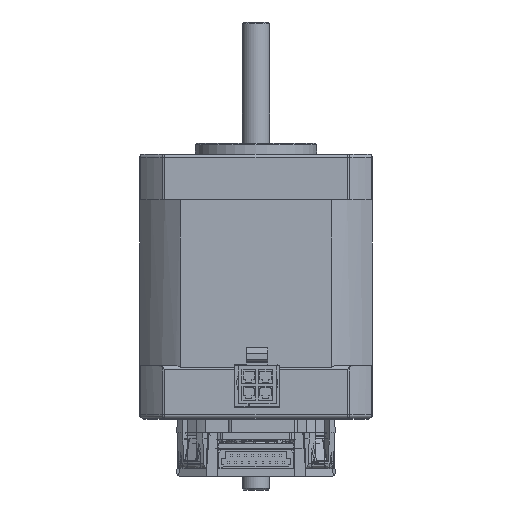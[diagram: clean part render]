
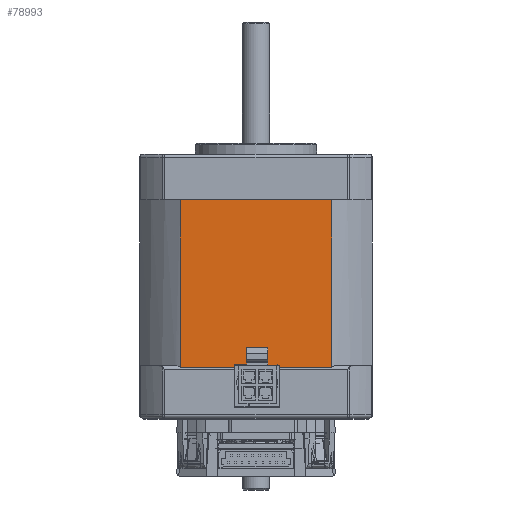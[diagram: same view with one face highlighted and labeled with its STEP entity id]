
A CAD part, front view. The second image highlights one B-rep face of the part: STEP entity #78993.
In plain terms, the highlighted planar face has unit normal (0, -1, 0).
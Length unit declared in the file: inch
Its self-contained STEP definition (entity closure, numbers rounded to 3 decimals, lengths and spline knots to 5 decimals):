
#3993 = CARTESIAN_POINT ( 'NONE',  ( 1.04778, 1.13718, 2.59921 ) ) ;
#8855 = VECTOR ( 'NONE', #83991, 39.37008 ) ;
#13108 = FACE_OUTER_BOUND ( 'NONE', #38495, .T. ) ;
#16197 = VECTOR ( 'NONE', #82168, 39.37008 ) ;
#18328 = EDGE_CURVE ( 'NONE', #46854, #62825, #83987, .T. ) ;
#23562 = CARTESIAN_POINT ( 'NONE',  ( 1.58681, 1.13718, 3.79441 ) ) ;
#27605 = LINE ( 'NONE', #77336, #8855 ) ;
#27740 = VECTOR ( 'NONE', #63700, 39.37008 ) ;
#28133 = CARTESIAN_POINT ( 'NONE',  ( 1.58681, 1.13718, 3.79441 ) ) ;
#32482 = VECTOR ( 'NONE', #76643, 39.37008 ) ;
#32653 = CARTESIAN_POINT ( 'NONE',  ( 2.12585, 1.13718, 3.79441 ) ) ;
#38495 = EDGE_LOOP ( 'NONE', ( #50219, #82809, #45134, #82006 ) ) ;
#40852 = PLANE ( 'NONE',  #82319 ) ;
#41391 = VERTEX_POINT ( 'NONE', #3993 ) ;
#45134 = ORIENTED_EDGE ( 'NONE', *, *, #80363, .F. ) ;
#45217 = VERTEX_POINT ( 'NONE', #81525 ) ;
#46264 = EDGE_CURVE ( 'NONE', #41391, #45217, #27605, .T. ) ;
#46854 = VERTEX_POINT ( 'NONE', #64202 ) ;
#49233 = EDGE_CURVE ( 'NONE', #46854, #41391, #65104, .T. ) ;
#49705 = CARTESIAN_POINT ( 'NONE',  ( 2.12585, 1.13718, 3.79441 ) ) ;
#50219 = ORIENTED_EDGE ( 'NONE', *, *, #49233, .T. ) ;
#61606 = LINE ( 'NONE', #49705, #32482 ) ;
#62825 = VERTEX_POINT ( 'NONE', #32653 ) ;
#63700 = DIRECTION ( 'NONE',  ( 1., 0., 0. ) ) ;
#64202 = CARTESIAN_POINT ( 'NONE',  ( 1.04778, 1.13718, 3.79441 ) ) ;
#65104 = LINE ( 'NONE', #84169, #16197 ) ;
#68340 = DIRECTION ( 'NONE',  ( 0., 0., 1. ) ) ;
#74759 = DIRECTION ( 'NONE',  ( 0., 1., 0. ) ) ;
#76643 = DIRECTION ( 'NONE',  ( 0., 0., -1. ) ) ;
#77336 = CARTESIAN_POINT ( 'NONE',  ( 1.04778, 1.13718, 2.59921 ) ) ;
#78993 = ADVANCED_FACE ( 'NONE', ( #13108 ), #40852, .F. ) ;
#80363 = EDGE_CURVE ( 'NONE', #62825, #45217, #61606, .T. ) ;
#81525 = CARTESIAN_POINT ( 'NONE',  ( 2.12585, 1.13718, 2.59921 ) ) ;
#82006 = ORIENTED_EDGE ( 'NONE', *, *, #18328, .F. ) ;
#82168 = DIRECTION ( 'NONE',  ( 0., 0., -1. ) ) ;
#82319 = AXIS2_PLACEMENT_3D ( 'NONE', #28133, #74759, #68340 ) ;
#82809 = ORIENTED_EDGE ( 'NONE', *, *, #46264, .T. ) ;
#83987 = LINE ( 'NONE', #23562, #27740 ) ;
#83991 = DIRECTION ( 'NONE',  ( 1., 0., 0. ) ) ;
#84169 = CARTESIAN_POINT ( 'NONE',  ( 1.04778, 1.13718, 3.79441 ) ) ;
